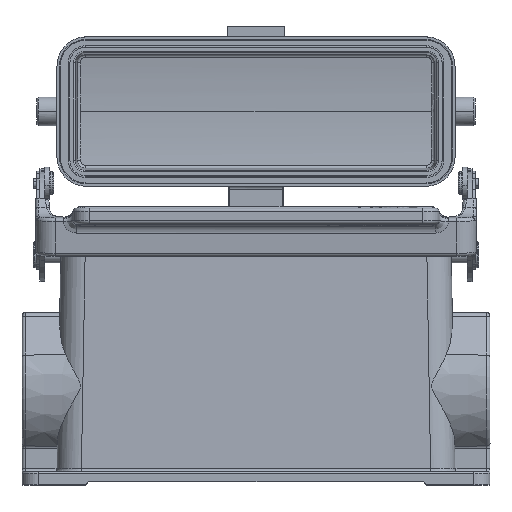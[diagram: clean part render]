
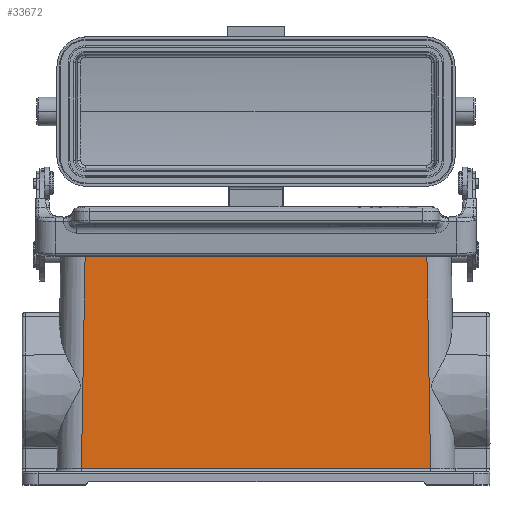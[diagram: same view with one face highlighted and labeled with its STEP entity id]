
A CAD part, top view. The second image highlights one B-rep face of the part: STEP entity #33672.
In plain terms, the highlighted planar face has unit normal (0, 0.018, 1).
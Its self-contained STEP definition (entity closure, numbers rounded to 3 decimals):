
#2431=DIRECTION('',(0.017,-1.,0.017));
#2432=VECTOR('',#2431,69.547);
#2433=CARTESIAN_POINT('',(125.51,74.509,-6.491));
#2434=LINE('',#2433,#2432);
#2435=DIRECTION('',(0.017,1.,-0.017));
#2436=VECTOR('',#2435,69.547);
#2437=CARTESIAN_POINT('',(19.277,4.983,-5.278));
#2438=LINE('',#2437,#2436);
#3356=DIRECTION('',(1.,0.,0.));
#3357=VECTOR('',#3356,107.447);
#3358=CARTESIAN_POINT('',(19.277,4.983,-5.278));
#3359=LINE('',#3358,#3357);
#5629=DIRECTION('',(-1.,0.,0.));
#5630=VECTOR('',#5629,105.019);
#5631=CARTESIAN_POINT('',(125.51,74.509,-6.491));
#5632=LINE('',#5631,#5630);
#26753=CARTESIAN_POINT('',(19.277,4.983,
-5.278));
#26754=CARTESIAN_POINT('',(20.49,74.509,
-6.491));
#26755=VERTEX_POINT('',#26753);
#26756=VERTEX_POINT('',#26754);
#26762=CARTESIAN_POINT('',(125.51,74.509,
-6.491));
#26763=CARTESIAN_POINT('',(126.723,4.983,
-5.278));
#26764=VERTEX_POINT('',#26762);
#26765=VERTEX_POINT('',#26763);
#33658=CARTESIAN_POINT('',(73.,39.746,
-5.885));
#33659=DIRECTION('',(0.,0.017,1.));
#33660=DIRECTION('',(0.,-1.,0.017));
#33661=AXIS2_PLACEMENT_3D('',#33658,#33659,#33660);
#33662=PLANE('',#33661);
#33664=ORIENTED_EDGE('',*,*,#33663,.T.);
#33666=ORIENTED_EDGE('',*,*,#33665,.F.);
#33667=ORIENTED_EDGE('',*,*,#33640,.T.);
#33669=ORIENTED_EDGE('',*,*,#33668,.F.);
#33670=EDGE_LOOP('',(#33664,#33666,#33667,#33669));
#33671=FACE_OUTER_BOUND('',#33670,.F.);
#33640=EDGE_CURVE('',#26755,#26756,#2438,.T.);
#33663=EDGE_CURVE('',#26764,#26765,#2434,.T.);
#33665=EDGE_CURVE('',#26755,#26765,#3359,.T.);
#33668=EDGE_CURVE('',#26764,#26756,#5632,.T.);
#33672=ADVANCED_FACE('',(#33671),#33662,.T.);
